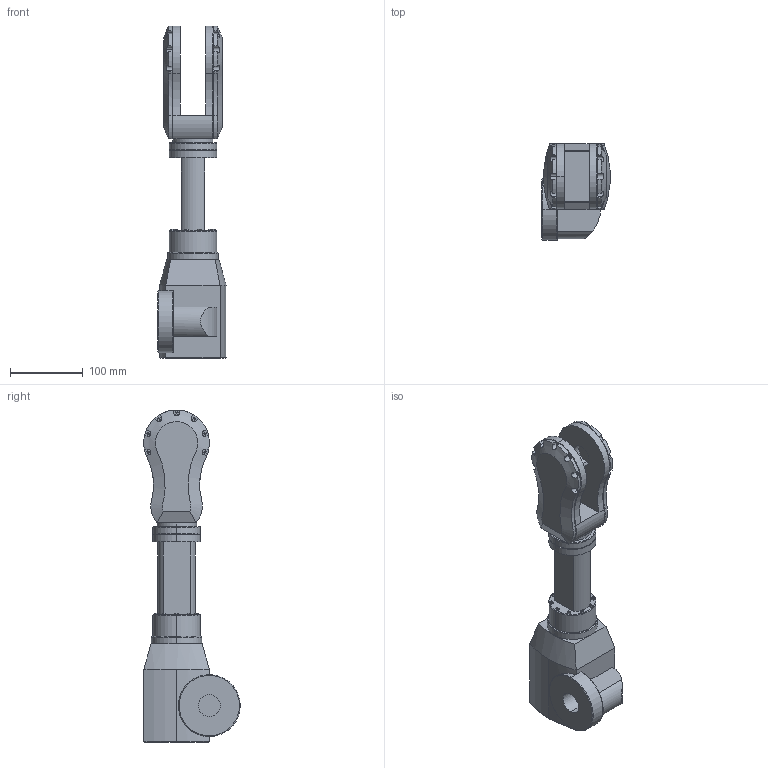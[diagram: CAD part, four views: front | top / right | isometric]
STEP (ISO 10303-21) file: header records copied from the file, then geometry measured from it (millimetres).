
FILE_DESCRIPTION (( 'STEP AP203' ), '1' );
FILE_NAME ('l4_Default_sldprt.STEP', '2023-07-04T09:34:05', ( '' ), ( '' ), 'SwSTEP 2.0', 'SolidWorks 2022', '' );
FILE_SCHEMA (( 'CONFIG_CONTROL_DESIGN' ));
Length unit declared in the file: millimetre
Products named in the file (1): l4_Default_sldprt
Bounding box: 93.54 x 132.62 x 456.17 mm (x, y, z)
Volume: 2012247 mm3; surface area: 173111.4 mm2
Topology: 2 solids, 2 shells, 548 faces, 1422 edges, 939 vertices
Faces by surface type: plane 421, cylinder 111, torus 12, bspline 4
Entity records: 17777 total; most frequent: CARTESIAN_POINT 4270, ORIENTED_EDGE 2844, DIRECTION 2614, EDGE_CURVE 1422, LINE 1128, VECTOR 1128, VERTEX_POINT 939, AXIS2_PLACEMENT_3D 743
